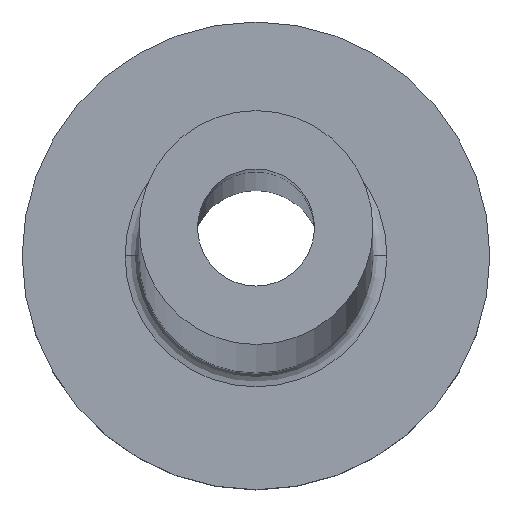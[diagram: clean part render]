
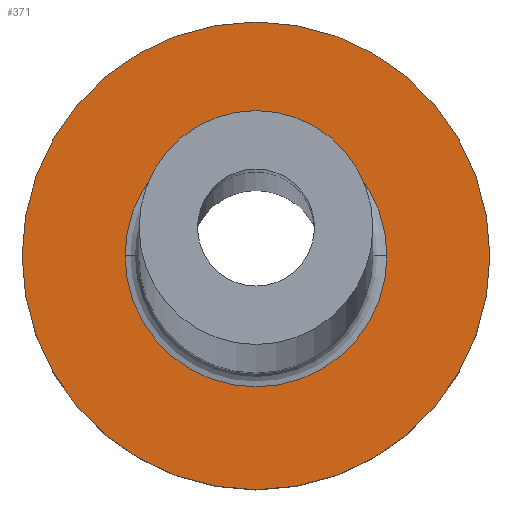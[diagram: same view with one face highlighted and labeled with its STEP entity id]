
A CAD part, top view. The second image highlights one B-rep face of the part: STEP entity #371.
In plain terms, the highlighted planar face has unit normal (0, 0, 1).
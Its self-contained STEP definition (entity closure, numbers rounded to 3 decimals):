
#7 = CARTESIAN_POINT ( 'NONE',  ( 0., 0., 3. ) ) ;
#16 = AXIS2_PLACEMENT_3D ( 'NONE', #207, #60, #168 ) ;
#21 = VERTEX_POINT ( 'NONE', #353 ) ;
#28 = CARTESIAN_POINT ( 'NONE',  ( -5., 0., 3. ) ) ;
#44 = CIRCLE ( 'NONE', #66, 2.8 ) ;
#49 = CARTESIAN_POINT ( 'NONE',  ( 5., 0., 3. ) ) ;
#60 = DIRECTION ( 'NONE',  ( 0., 0., -1. ) ) ;
#66 = AXIS2_PLACEMENT_3D ( 'NONE', #411, #335, #223 ) ;
#84 = CARTESIAN_POINT ( 'NONE',  ( -2.8, 0., 3. ) ) ;
#103 = DIRECTION ( 'NONE',  ( 0., 0., 1. ) ) ;
#105 = CARTESIAN_POINT ( 'NONE',  ( 0., 0., 3. ) ) ;
#136 = EDGE_CURVE ( 'NONE', #378, #147, #277, .T. ) ;
#143 = AXIS2_PLACEMENT_3D ( 'NONE', #394, #103, #392 ) ;
#147 = VERTEX_POINT ( 'NONE', #28 ) ;
#158 = FACE_OUTER_BOUND ( 'NONE', #405, .T. ) ;
#168 = DIRECTION ( 'NONE',  ( 1., 0., 0. ) ) ;
#171 = EDGE_CURVE ( 'NONE', #21, #420, #316, .T. ) ;
#190 = ORIENTED_EDGE ( 'NONE', *, *, #419, .T. ) ;
#195 = EDGE_LOOP ( 'NONE', ( #375, #190 ) ) ;
#207 = CARTESIAN_POINT ( 'NONE',  ( 0., 0., 3. ) ) ;
#215 = EDGE_CURVE ( 'NONE', #147, #378, #312, .T. ) ;
#217 = AXIS2_PLACEMENT_3D ( 'NONE', #105, #254, #400 ) ;
#223 = DIRECTION ( 'NONE',  ( 1., 0., 0. ) ) ;
#227 = ORIENTED_EDGE ( 'NONE', *, *, #136, .T. ) ;
#254 = DIRECTION ( 'NONE',  ( 0., 0., 1. ) ) ;
#268 = DIRECTION ( 'NONE',  ( 1., 0., 0. ) ) ;
#277 = CIRCLE ( 'NONE', #143, 5. ) ;
#307 = PLANE ( 'NONE',  #391 ) ;
#309 = FACE_BOUND ( 'NONE', #195, .T. ) ;
#312 = CIRCLE ( 'NONE', #217, 5. ) ;
#316 = CIRCLE ( 'NONE', #16, 2.8 ) ;
#334 = ORIENTED_EDGE ( 'NONE', *, *, #215, .T. ) ;
#335 = DIRECTION ( 'NONE',  ( 0., 0., -1. ) ) ;
#341 = DIRECTION ( 'NONE',  ( 0., 0., 1. ) ) ;
#353 = CARTESIAN_POINT ( 'NONE',  ( 2.8, 0., 3. ) ) ;
#371 = ADVANCED_FACE ( 'NONE', ( #309, #158 ), #307, .T. ) ;
#375 = ORIENTED_EDGE ( 'NONE', *, *, #171, .T. ) ;
#378 = VERTEX_POINT ( 'NONE', #49 ) ;
#391 = AXIS2_PLACEMENT_3D ( 'NONE', #7, #341, #268 ) ;
#392 = DIRECTION ( 'NONE',  ( 1., 0., 0. ) ) ;
#394 = CARTESIAN_POINT ( 'NONE',  ( 0., 0., 3. ) ) ;
#400 = DIRECTION ( 'NONE',  ( 1., 0., 0. ) ) ;
#405 = EDGE_LOOP ( 'NONE', ( #334, #227 ) ) ;
#411 = CARTESIAN_POINT ( 'NONE',  ( 0., 0., 3. ) ) ;
#419 = EDGE_CURVE ( 'NONE', #420, #21, #44, .T. ) ;
#420 = VERTEX_POINT ( 'NONE', #84 ) ;
